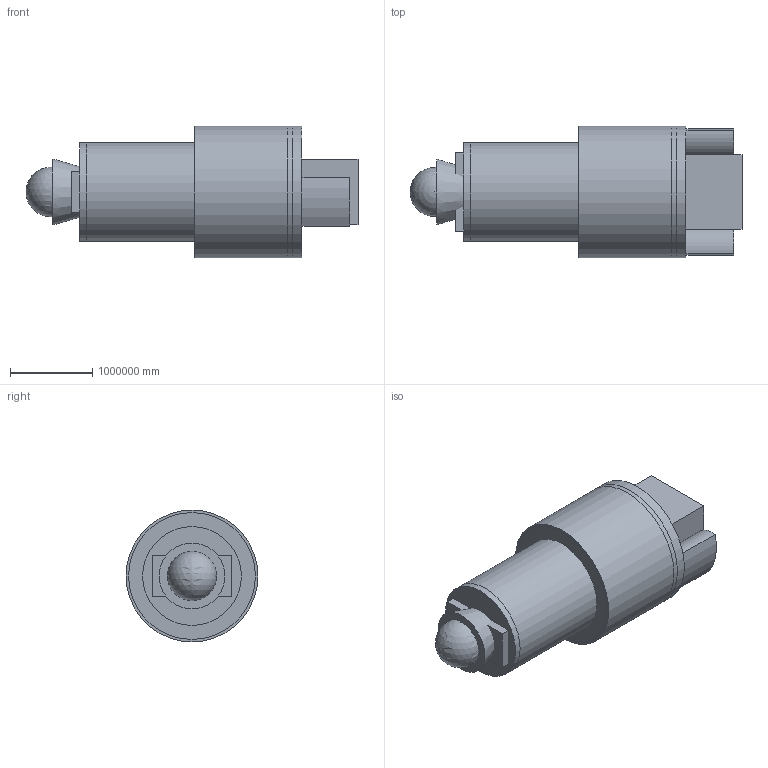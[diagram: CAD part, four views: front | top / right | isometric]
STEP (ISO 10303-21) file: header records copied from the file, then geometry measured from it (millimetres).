
FILE_DESCRIPTION(('FreeCAD Model'),'2;1');
FILE_NAME('Open CASCADE Shape Model','2025-09-22T17:48:13',('Author'),( ''),'Open CASCADE STEP processor 7.8','FreeCAD','Unknown');
FILE_SCHEMA(('AUTOMOTIVE_DESIGN { 1 0 10303 214 1 1 1 1 }'));
Length unit declared in the file: metre
Products named in the file (5): Destiny_Hybrid_H2_Integrated; Destiny_HeavyArmor_Ship; Hull_Shell_HeavyArmor_Fallback; Cockpit_Integrated_Fallback
Assembly tree (1 placements, depth 2):
  Destiny_Hybrid_H2_Integrated
  Destiny_HeavyArmor_Ship
    Destiny_Hybrid_H2_Integrated
  Hull_Shell_HeavyArmor_Fallback
  Cockpit_Integrated_Fallback
Bounding box: 4029497.01 x 1600000 x 1600000 mm (x, y, z)
Volume: 9066072908936679424 mm3; surface area: 71607548927023.2 mm2
Topology: 6 solids, 6 shells, 91 faces, 217 edges, 146 vertices
Faces by surface type: plane 52, cylinder 32, sphere 4, cone 3
Full cylindrical faces by diameter (mm): 1200000 x3, 1539500 x2, 1600000 x7
Entity records: 6504 total; most frequent: CARTESIAN_POINT 2120, DIRECTION 779, ORIENTED_EDGE 426, PCURVE 426, DEFINITIONAL_REPRESENTATION 426, LINE 335, VECTOR 335, EDGE_CURVE 213
